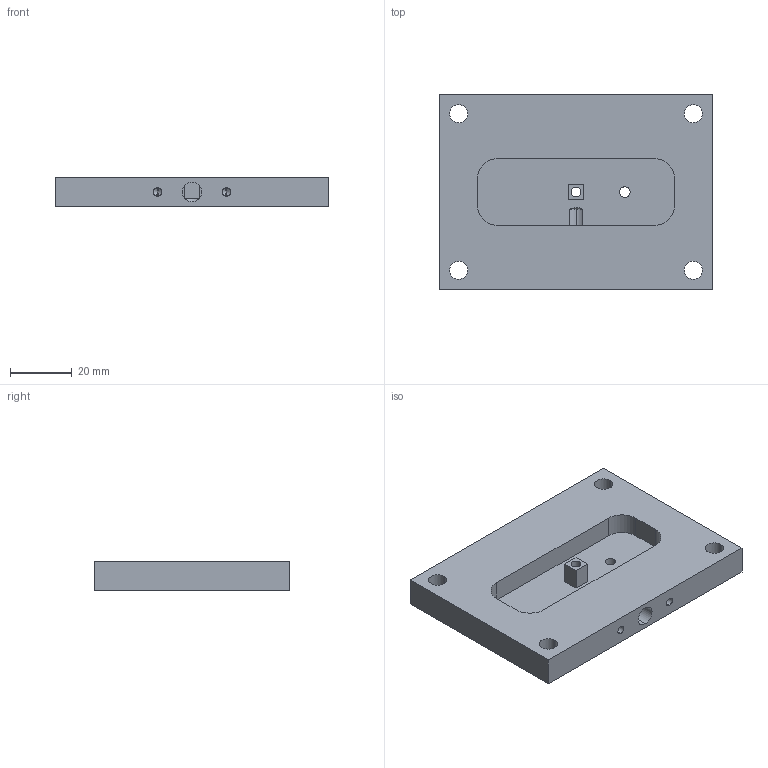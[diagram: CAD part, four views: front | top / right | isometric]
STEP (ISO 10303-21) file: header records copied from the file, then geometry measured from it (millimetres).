
FILE_DESCRIPTION((''),'2;1');
FILE_NAME('COVER_VALVE_BODY_2_ASS_Y_SLDP__','2016-12-07T',('cxl300'),(''),'PRO/ENGINEER BY PARAMETRIC TECHNOLOGY CORPORATION, 2013230','PRO/ENGINEER BY PARAMETRIC TECHNOLOGY CORPORATION, 2013230','');
FILE_SCHEMA(('CONFIG_CONTROL_DESIGN','GEOMETRIC_VALIDATION_PROPERTIES_MIM'));
Length unit declared in the file: millimetre
Products named in the file (1): COVER_VALVE_BODY_2_ASS_Y_SLDP__
Bounding box: 88.9 x 63.5 x 9.53 mm (x, y, z)
Volume: 42624.1 mm3; surface area: 16581.2 mm2
Topology: 1 solids, 1 shells, 43 faces, 117 edges, 75 vertices
Faces by surface type: cylinder 22, plane 16, cone 5
Entity records: 1467 total; most frequent: CARTESIAN_POINT 244, DIRECTION 243, ORIENTED_EDGE 226, EDGE_CURVE 113, AXIS2_PLACEMENT_3D 89, VERTEX_POINT 75, VECTOR 65, LINE 65
